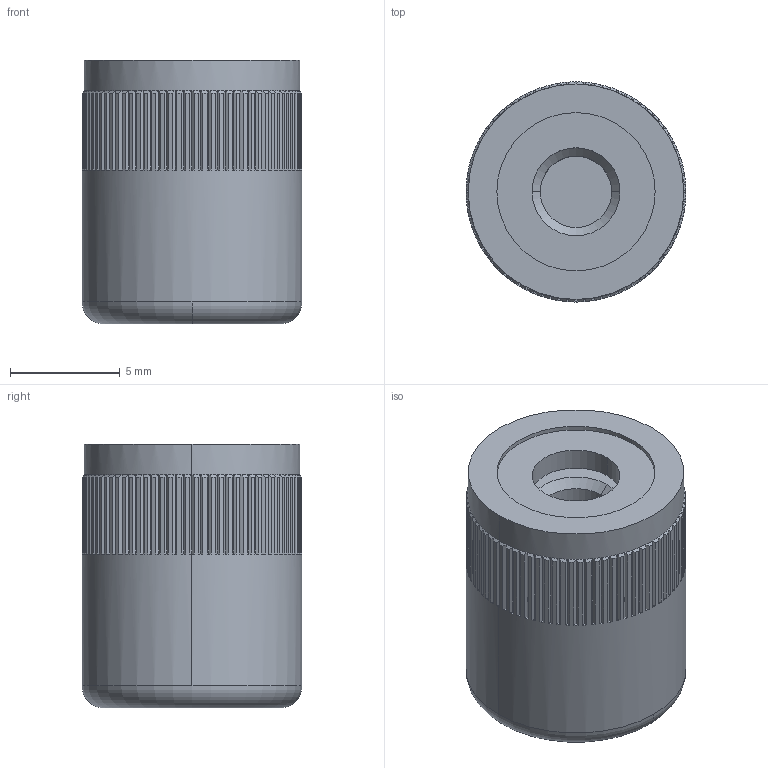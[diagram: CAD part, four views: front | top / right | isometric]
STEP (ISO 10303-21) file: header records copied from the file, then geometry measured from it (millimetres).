
FILE_DESCRIPTION(('STEP AP214'),'1');
FILE_NAME(' ',' ',('TraceParts'),('TraceParts S.A.'),'XStep 1.0',' ',' ');
FILE_SCHEMA(('automotive_design'));
Length unit declared in the file: millimetre
Products named in the file (3): 1; 2; 3
Bounding box: 10 x 10 x 12 mm (x, y, z)
Volume: 469 mm3; surface area: 1254.8 mm2
Topology: 3 solids, 3 shells, 359 faces, 882 edges, 534 vertices
Faces by surface type: plane 251, cone 84, cylinder 20, torus 4
Entity records: 20284 total; most frequent: CARTESIAN_POINT 2098, STYLED_ITEM 1775, PRESENTATION_STYLE_ASSIGNMENT 1775, COLOUR_RGB 1775, ORIENTED_EDGE 1764, DIRECTION 1744, EDGE_CURVE 882, CURVE_STYLE 882
